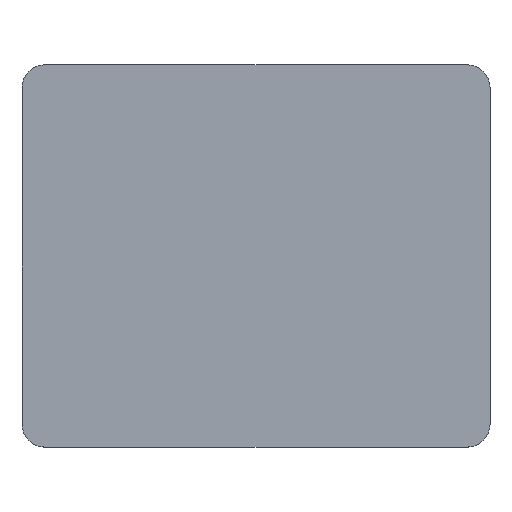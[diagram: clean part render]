
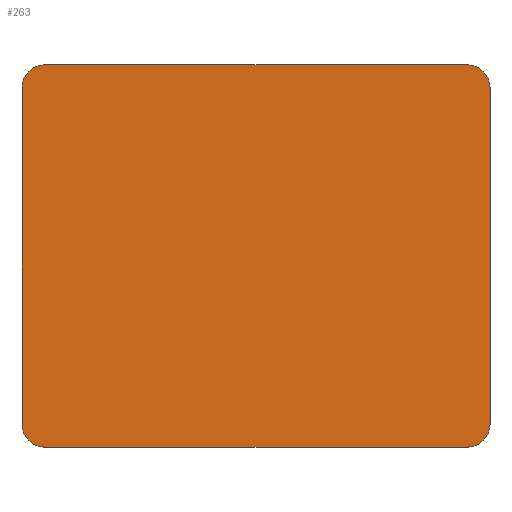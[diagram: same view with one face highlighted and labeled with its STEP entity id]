
A CAD part, top view. The second image highlights one B-rep face of the part: STEP entity #263.
In plain terms, the highlighted planar face has unit normal (0, 0, 1).
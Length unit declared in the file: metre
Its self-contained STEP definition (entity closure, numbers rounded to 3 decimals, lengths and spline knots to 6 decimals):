
#32=CIRCLE('',#307,0.00175);
#33=CIRCLE('',#308,0.00175);
#34=CIRCLE('',#309,0.00175);
#35=CIRCLE('',#310,0.00175);
#76=ORIENTED_EDGE('',*,*,#117,.T.);
#77=ORIENTED_EDGE('',*,*,#128,.T.);
#78=ORIENTED_EDGE('',*,*,#119,.T.);
#79=ORIENTED_EDGE('',*,*,#129,.T.);
#80=ORIENTED_EDGE('',*,*,#123,.F.);
#81=ORIENTED_EDGE('',*,*,#130,.T.);
#82=ORIENTED_EDGE('',*,*,#126,.F.);
#83=ORIENTED_EDGE('',*,*,#131,.T.);
#117=EDGE_CURVE('',#149,#148,#161,.F.);
#119=EDGE_CURVE('',#150,#151,#163,.T.);
#123=EDGE_CURVE('',#152,#153,#167,.F.);
#126=EDGE_CURVE('',#154,#155,#170,.T.);
#128=EDGE_CURVE('',#148,#150,#32,.T.);
#129=EDGE_CURVE('',#151,#153,#33,.T.);
#130=EDGE_CURVE('',#152,#155,#34,.T.);
#131=EDGE_CURVE('',#154,#149,#35,.T.);
#148=VERTEX_POINT('',#445);
#149=VERTEX_POINT('',#447);
#150=VERTEX_POINT('',#451);
#151=VERTEX_POINT('',#452);
#152=VERTEX_POINT('',#457);
#153=VERTEX_POINT('',#459);
#154=VERTEX_POINT('',#463);
#155=VERTEX_POINT('',#465);
#161=LINE('',#446,#177);
#163=LINE('',#450,#179);
#167=LINE('',#458,#183);
#170=LINE('',#464,#186);
#177=VECTOR('',#366,1.);
#179=VECTOR('',#370,1.);
#183=VECTOR('',#376,1.);
#186=VECTOR('',#381,1.);
#209=EDGE_LOOP('',(#76,#77,#78,#79,#80,#81,#82,#83));
#235=FACE_BOUND('',#209,.T.);
#249=PLANE('',#306);
#263=ADVANCED_FACE('',(#235),#249,.T.);
#306=AXIS2_PLACEMENT_3D('',#467,#383,#384);
#307=AXIS2_PLACEMENT_3D('',#468,#385,#386);
#308=AXIS2_PLACEMENT_3D('',#469,#387,#388);
#309=AXIS2_PLACEMENT_3D('',#470,#389,#390);
#310=AXIS2_PLACEMENT_3D('',#471,#391,#392);
#366=DIRECTION('',(0.,1.,0.));
#370=DIRECTION('',(1.,0.,0.));
#376=DIRECTION('',(0.,1.,0.));
#381=DIRECTION('',(1.,0.,0.));
#383=DIRECTION('',(0.,0.,1.));
#384=DIRECTION('',(1.,0.,0.));
#385=DIRECTION('',(0.,0.,1.));
#386=DIRECTION('',(1.,0.,0.));
#387=DIRECTION('',(0.,0.,1.));
#388=DIRECTION('',(1.,0.,0.));
#389=DIRECTION('',(0.,0.,1.));
#390=DIRECTION('',(1.,0.,0.));
#391=DIRECTION('',(0.,0.,1.));
#392=DIRECTION('',(1.,0.,0.));
#445=CARTESIAN_POINT('',(-0.0237,-0.01295,0.0564));
#446=CARTESIAN_POINT('',(-0.0237,0.,0.0564));
#447=CARTESIAN_POINT('',(-0.0237,0.01295,0.0564));
#450=CARTESIAN_POINT('',(-0.0057,-0.0147,0.0564));
#451=CARTESIAN_POINT('',(-0.02195,-0.0147,0.0564));
#452=CARTESIAN_POINT('',(0.01055,-0.0147,0.0564));
#457=CARTESIAN_POINT('',(0.0123,0.01295,0.0564));
#458=CARTESIAN_POINT('',(0.0123,0.,0.0564));
#459=CARTESIAN_POINT('',(0.0123,-0.01295,0.0564));
#463=CARTESIAN_POINT('',(-0.02195,0.0147,0.0564));
#464=CARTESIAN_POINT('',(-0.0057,0.0147,0.0564));
#465=CARTESIAN_POINT('',(0.01055,0.0147,0.0564));
#467=CARTESIAN_POINT('',(-0.0057,0.,0.0564));
#468=CARTESIAN_POINT('',(-0.02195,-0.01295,0.0564));
#469=CARTESIAN_POINT('',(0.01055,-0.01295,0.0564));
#470=CARTESIAN_POINT('',(0.01055,0.01295,0.0564));
#471=CARTESIAN_POINT('',(-0.02195,0.01295,0.0564));
